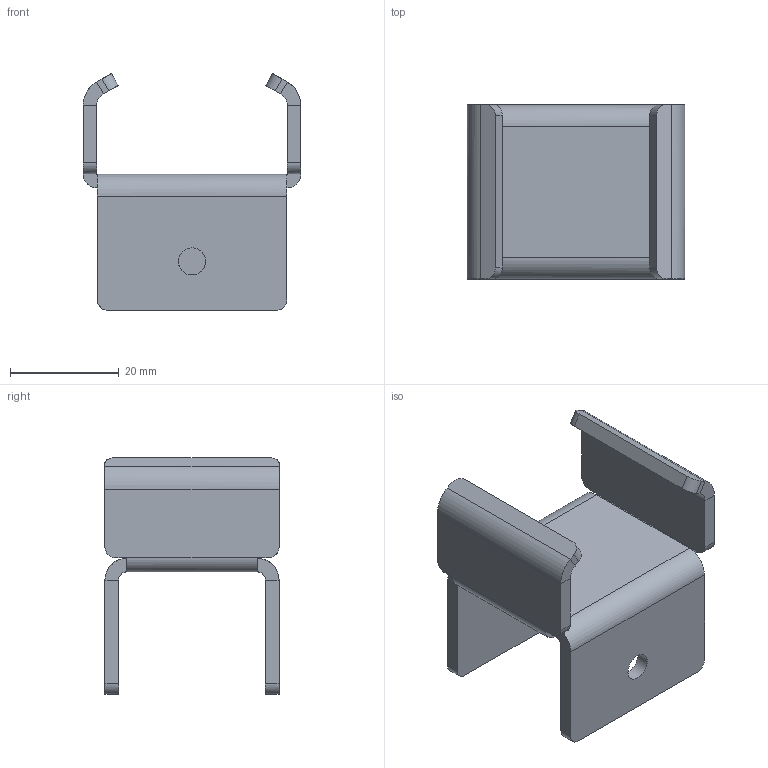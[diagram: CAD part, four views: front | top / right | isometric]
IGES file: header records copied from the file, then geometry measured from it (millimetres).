
Global section: file name: 350015; native system: Autodesk Inventor 2018; preprocessor: unknown; author: Swarna; date: 20190413.125459; units: millimetre
Bounding box: 40 x 32 x 43.5 mm (x, y, z)
Volume: 9801.8 mm3; surface area: 8698.9 mm2
Topology: 1 solids, 1 shells, 71 faces, 161 edges, 92 vertices
Faces by surface type: bspline 71
